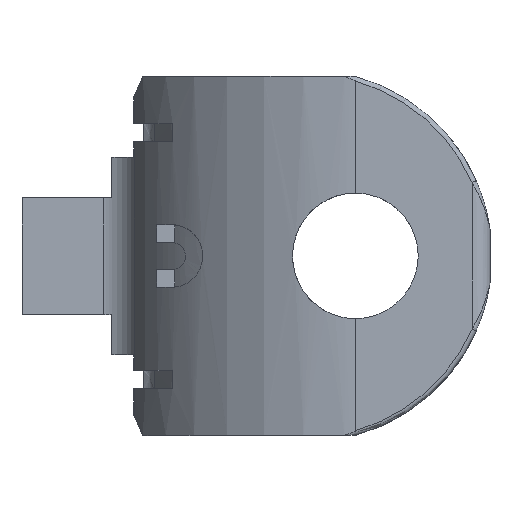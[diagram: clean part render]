
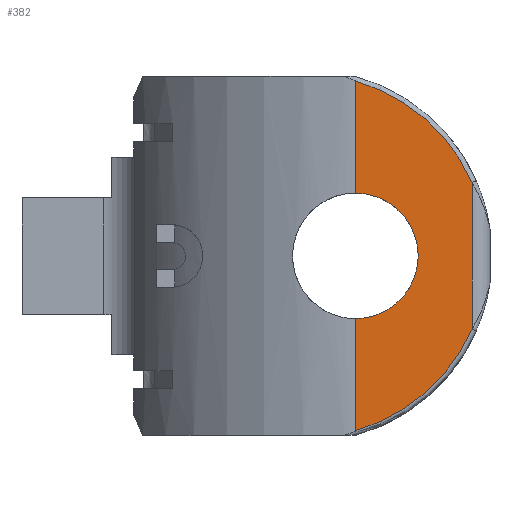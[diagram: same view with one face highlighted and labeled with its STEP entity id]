
A CAD part, top view. The second image highlights one B-rep face of the part: STEP entity #382.
In plain terms, the highlighted planar face has unit normal (0, 0, 1).
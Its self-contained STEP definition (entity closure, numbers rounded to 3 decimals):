
#51 = ORIENTED_EDGE ( 'NONE', *, *, #4075, .F. ) ;
#72 = DIRECTION ( 'NONE',  ( 0., 0., 1. ) ) ;
#156 = EDGE_CURVE ( 'NONE', #3488, #3500, #2220, .T. ) ;
#210 = DIRECTION ( 'NONE',  ( 0., 0., 1. ) ) ;
#270 = VECTOR ( 'NONE', #3482, 1000. ) ;
#291 = FACE_OUTER_BOUND ( 'NONE', #2324, .T. ) ;
#292 = VERTEX_POINT ( 'NONE', #2228 ) ;
#382 = ADVANCED_FACE ( 'NONE', ( #291 ), #3257, .F. ) ;
#485 = CARTESIAN_POINT ( 'NONE',  ( -64.745, 20., -9.145 ) ) ;
#525 = DIRECTION ( 'NONE',  ( 1., 0., 0. ) ) ;
#537 = VECTOR ( 'NONE', #1204, 1000. ) ;
#645 = LINE ( 'NONE', #3752, #537 ) ;
#694 = ORIENTED_EDGE ( 'NONE', *, *, #2728, .F. ) ;
#793 = EDGE_CURVE ( 'NONE', #3473, #292, #645, .T. ) ;
#820 = CIRCLE ( 'NONE', #3215, 20.25 ) ;
#1057 = CARTESIAN_POINT ( 'NONE',  ( -64.745, 40., -9.145 ) ) ;
#1093 = DIRECTION ( 'NONE',  ( 0., 0., 1. ) ) ;
#1121 = EDGE_CURVE ( 'NONE', #1995, #292, #2486, .T. ) ;
#1136 = CARTESIAN_POINT ( 'NONE',  ( -64.745, 20., -9.145 ) ) ;
#1204 = DIRECTION ( 'NONE',  ( 0., -1., 0. ) ) ;
#1263 = ORIENTED_EDGE ( 'NONE', *, *, #793, .T. ) ;
#1311 = DIRECTION ( 'NONE',  ( -1., 0., 0. ) ) ;
#1375 = CARTESIAN_POINT ( 'NONE',  ( -51.745, 28.171, -9.145 ) ) ;
#1410 = VECTOR ( 'NONE', #2062, 1000. ) ;
#1424 = AXIS2_PLACEMENT_3D ( 'NONE', #1136, #210, #525 ) ;
#1525 = CARTESIAN_POINT ( 'NONE',  ( -64.745, 39.481, -9.145 ) ) ;
#1870 = AXIS2_PLACEMENT_3D ( 'NONE', #2599, #72, #1311 ) ;
#1975 = DIRECTION ( 'NONE',  ( -1., 0., 0. ) ) ;
#1995 = VERTEX_POINT ( 'NONE', #2745 ) ;
#2062 = DIRECTION ( 'NONE',  ( 0., -1., 0. ) ) ;
#2066 = CARTESIAN_POINT ( 'NONE',  ( -64.745, 13., -9.145 ) ) ;
#2073 = LINE ( 'NONE', #2360, #1410 ) ;
#2220 = CIRCLE ( 'NONE', #1870, 20.25 ) ;
#2228 = CARTESIAN_POINT ( 'NONE',  ( -64.745, 27., -9.145 ) ) ;
#2280 = CARTESIAN_POINT ( 'NONE',  ( -51.745, 11.829, -9.145 ) ) ;
#2324 = EDGE_LOOP ( 'NONE', ( #1263, #4061, #51, #3764, #2546, #694, #4100 ) ) ;
#2360 = CARTESIAN_POINT ( 'NONE',  ( -64.745, 40., -9.145 ) ) ;
#2486 = CIRCLE ( 'NONE', #1424, 7. ) ;
#2513 = CARTESIAN_POINT ( 'NONE',  ( -51.745, 40., -9.145 ) ) ;
#2538 = CARTESIAN_POINT ( 'NONE',  ( -64.745, 0.519, -9.145 ) ) ;
#2546 = ORIENTED_EDGE ( 'NONE', *, *, #156, .T. ) ;
#2561 = VERTEX_POINT ( 'NONE', #2066 ) ;
#2599 = CARTESIAN_POINT ( 'NONE',  ( -70.273, 20., -9.145 ) ) ;
#2671 = DIRECTION ( 'NONE',  ( -1., 0., 0. ) ) ;
#2728 = EDGE_CURVE ( 'NONE', #2972, #3500, #3677, .T. ) ;
#2745 = CARTESIAN_POINT ( 'NONE',  ( -57.745, 20., -9.145 ) ) ;
#2888 = EDGE_CURVE ( 'NONE', #2561, #3488, #2073, .T. ) ;
#2947 = AXIS2_PLACEMENT_3D ( 'NONE', #485, #1093, #2999 ) ;
#2972 = VERTEX_POINT ( 'NONE', #1375 ) ;
#2974 = DIRECTION ( 'NONE',  ( 0., 0., 1. ) ) ;
#2984 = DIRECTION ( 'NONE',  ( 0., 0., -1. ) ) ;
#2999 = DIRECTION ( 'NONE',  ( 1., 0., 0. ) ) ;
#3020 = AXIS2_PLACEMENT_3D ( 'NONE', #1057, #2984, #2671 ) ;
#3066 = CIRCLE ( 'NONE', #2947, 7. ) ;
#3215 = AXIS2_PLACEMENT_3D ( 'NONE', #3561, #2974, #1975 ) ;
#3257 = PLANE ( 'NONE',  #3020 ) ;
#3473 = VERTEX_POINT ( 'NONE', #1525 ) ;
#3482 = DIRECTION ( 'NONE',  ( 0., -1., 0. ) ) ;
#3488 = VERTEX_POINT ( 'NONE', #2538 ) ;
#3500 = VERTEX_POINT ( 'NONE', #2280 ) ;
#3533 = EDGE_CURVE ( 'NONE', #2972, #3473, #820, .T. ) ;
#3561 = CARTESIAN_POINT ( 'NONE',  ( -70.273, 20., -9.145 ) ) ;
#3677 = LINE ( 'NONE', #2513, #270 ) ;
#3752 = CARTESIAN_POINT ( 'NONE',  ( -64.745, 40., -9.145 ) ) ;
#3764 = ORIENTED_EDGE ( 'NONE', *, *, #2888, .T. ) ;
#4061 = ORIENTED_EDGE ( 'NONE', *, *, #1121, .F. ) ;
#4075 = EDGE_CURVE ( 'NONE', #2561, #1995, #3066, .T. ) ;
#4100 = ORIENTED_EDGE ( 'NONE', *, *, #3533, .T. ) ;
